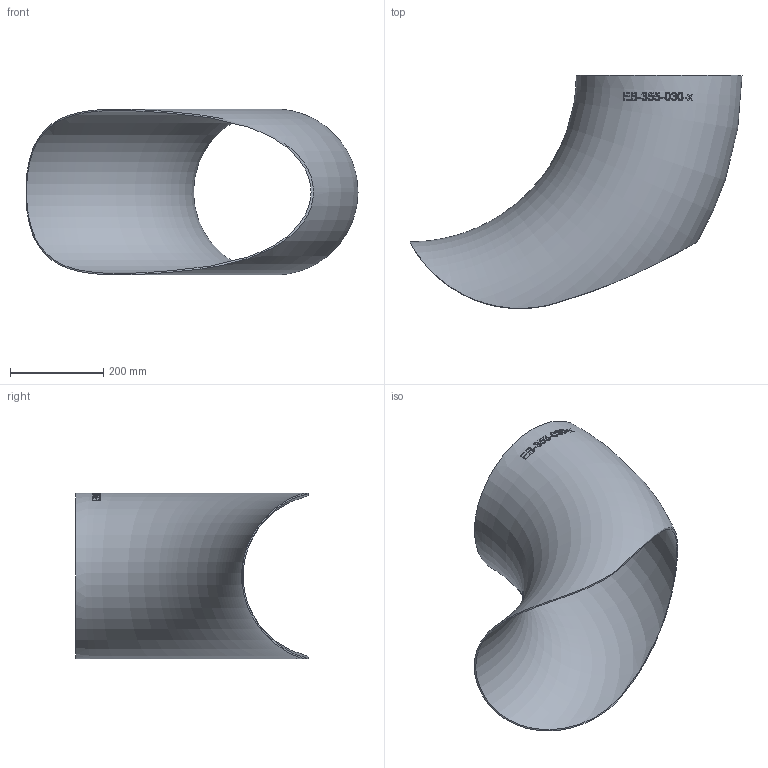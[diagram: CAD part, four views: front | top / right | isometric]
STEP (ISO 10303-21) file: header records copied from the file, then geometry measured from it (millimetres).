
FILE_DESCRIPTION (( 'STEP AP214' ), '1' );
FILE_NAME ('EB-355-030-x Einschweissbogen 2210.STEP', '2022-10-13T10:32:24', ( '' ), ( '' ), 'SwSTEP 2.0', 'SolidWorks 2019', '' );
FILE_SCHEMA (( 'AUTOMOTIVE_DESIGN' ));
Length unit declared in the file: millimetre
Products named in the file (1): EB-355-030-x Einschweissbogen 2210
Bounding box: 711.8 x 499.36 x 355.6 mm (x, y, z)
Volume: 1779445 mm3; surface area: 1200059.8 mm2
Topology: 1 solids, 1 shells, 166 faces, 451 edges, 302 vertices
Faces by surface type: bspline 145, torus 18, plane 2, cylinder 1
Entity records: 35142 total; most frequent: CARTESIAN_POINT 30517, ORIENTED_EDGE 894, EDGE_CURVE 447, B_SPLINE_CURVE_WITH_KNOTS 441, VERTEX_POINT 300, EDGE_LOOP 185, FACE_OUTER_BOUND 168, ADVANCED_FACE 166
